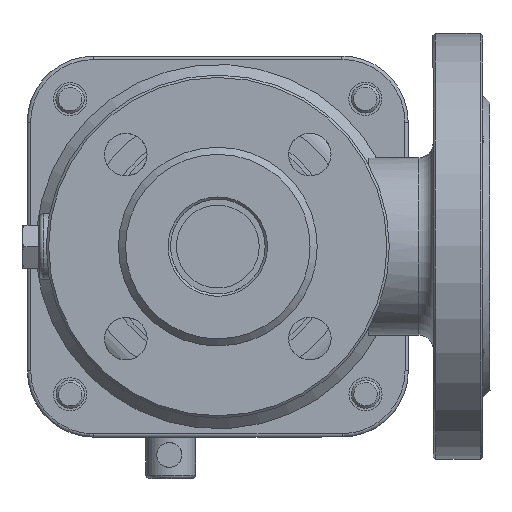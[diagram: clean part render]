
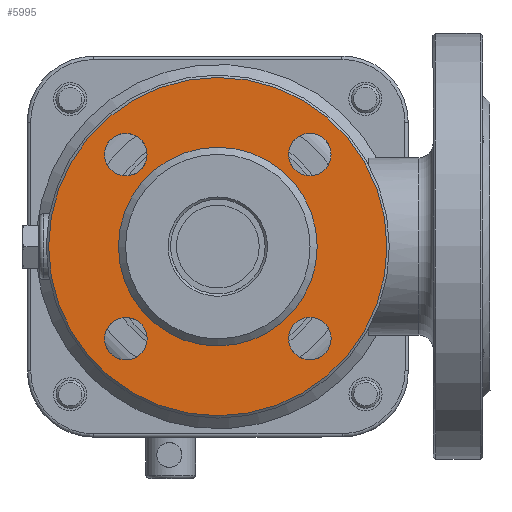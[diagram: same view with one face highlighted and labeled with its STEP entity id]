
A CAD part, front view. The second image highlights one B-rep face of the part: STEP entity #5995.
In plain terms, the highlighted planar face has unit normal (0, -1, 0).
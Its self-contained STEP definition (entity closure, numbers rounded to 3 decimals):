
#221=FACE_BOUND('',#2042,.T.);
#222=FACE_BOUND('',#2043,.T.);
#223=FACE_BOUND('',#2044,.T.);
#224=FACE_BOUND('',#2045,.T.);
#225=FACE_BOUND('',#2046,.T.);
#325=PLANE('',#6641);
#1656=FACE_OUTER_BOUND('',#2041,.T.);
#2041=EDGE_LOOP('',(#4959));
#2042=EDGE_LOOP('',(#4960));
#2043=EDGE_LOOP('',(#4961));
#2044=EDGE_LOOP('',(#4962));
#2045=EDGE_LOOP('',(#4963));
#2046=EDGE_LOOP('',(#4964));
#2431=CIRCLE('',#6632,71.5);
#2434=CIRCLE('',#6636,42.);
#2437=CIRCLE('',#6642,9.);
#2438=CIRCLE('',#6643,9.);
#2439=CIRCLE('',#6644,9.);
#2440=CIRCLE('',#6645,9.);
#2944=VERTEX_POINT('',#11865);
#2947=VERTEX_POINT('',#11873);
#2952=VERTEX_POINT('',#11922);
#2953=VERTEX_POINT('',#11924);
#2954=VERTEX_POINT('',#11926);
#2955=VERTEX_POINT('',#11928);
#3644=EDGE_CURVE('',#2944,#2944,#2431,.T.);
#3648=EDGE_CURVE('',#2947,#2947,#2434,.T.);
#3655=EDGE_CURVE('',#2952,#2952,#2437,.T.);
#3656=EDGE_CURVE('',#2953,#2953,#2438,.T.);
#3657=EDGE_CURVE('',#2954,#2954,#2439,.T.);
#3658=EDGE_CURVE('',#2955,#2955,#2440,.T.);
#4959=ORIENTED_EDGE('',*,*,#3644,.F.);
#4960=ORIENTED_EDGE('',*,*,#3648,.F.);
#4961=ORIENTED_EDGE('',*,*,#3655,.T.);
#4962=ORIENTED_EDGE('',*,*,#3656,.T.);
#4963=ORIENTED_EDGE('',*,*,#3657,.T.);
#4964=ORIENTED_EDGE('',*,*,#3658,.T.);
#5995=ADVANCED_FACE('',(#1656,#221,#222,#223,#224,#225),#325,.T.);
#6632=AXIS2_PLACEMENT_3D('',#11866,#7797,#7798);
#6636=AXIS2_PLACEMENT_3D('',#11874,#7806,#7807);
#6641=AXIS2_PLACEMENT_3D('',#11921,#7818,#7819);
#6642=AXIS2_PLACEMENT_3D('',#11923,#7820,#7821);
#6643=AXIS2_PLACEMENT_3D('',#11925,#7822,#7823);
#6644=AXIS2_PLACEMENT_3D('',#11927,#7824,#7825);
#6645=AXIS2_PLACEMENT_3D('',#11929,#7826,#7827);
#7797=DIRECTION('center_axis',(0.,1.,0.));
#7798=DIRECTION('ref_axis',(-1.,0.,0.));
#7806=DIRECTION('center_axis',(0.,-1.,0.));
#7807=DIRECTION('ref_axis',(-1.,0.,0.));
#7818=DIRECTION('center_axis',(0.,-1.,0.));
#7819=DIRECTION('ref_axis',(0.,0.,-1.));
#7820=DIRECTION('center_axis',(0.,1.,0.));
#7821=DIRECTION('ref_axis',(-1.,0.,0.));
#7822=DIRECTION('center_axis',(0.,1.,0.));
#7823=DIRECTION('ref_axis',(-1.,0.,0.));
#7824=DIRECTION('center_axis',(0.,1.,0.));
#7825=DIRECTION('ref_axis',(-1.,0.,0.));
#7826=DIRECTION('center_axis',(0.,1.,0.));
#7827=DIRECTION('ref_axis',(-1.,0.,0.));
#11865=CARTESIAN_POINT('',(39.5,-47.,0.));
#11866=CARTESIAN_POINT('Origin',(-32.,-47.,0.));
#11873=CARTESIAN_POINT('',(10.,-47.,0.));
#11874=CARTESIAN_POINT('Origin',(-32.,-47.,0.));
#11921=CARTESIAN_POINT('Origin',(-32.,-47.,0.));
#11922=CARTESIAN_POINT('',(15.891,-47.,38.891));
#11923=CARTESIAN_POINT('Origin',(6.891,-47.,38.891));
#11924=CARTESIAN_POINT('',(-61.891,-47.,38.891));
#11925=CARTESIAN_POINT('Origin',(-70.891,-47.,38.891));
#11926=CARTESIAN_POINT('',(-61.891,-47.,-38.891));
#11927=CARTESIAN_POINT('Origin',(-70.891,-47.,-38.891));
#11928=CARTESIAN_POINT('',(15.891,-47.,-38.891));
#11929=CARTESIAN_POINT('Origin',(6.891,-47.,-38.891));
